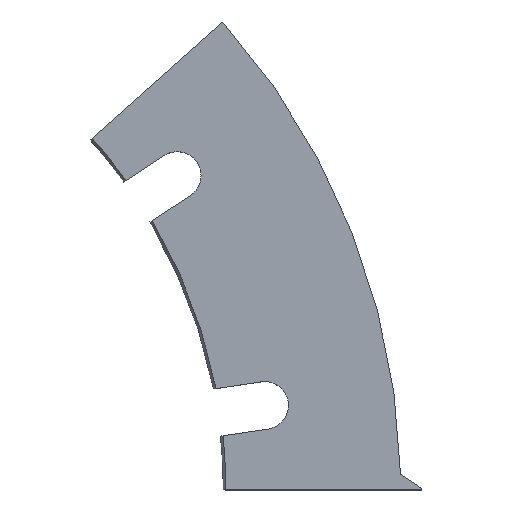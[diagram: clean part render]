
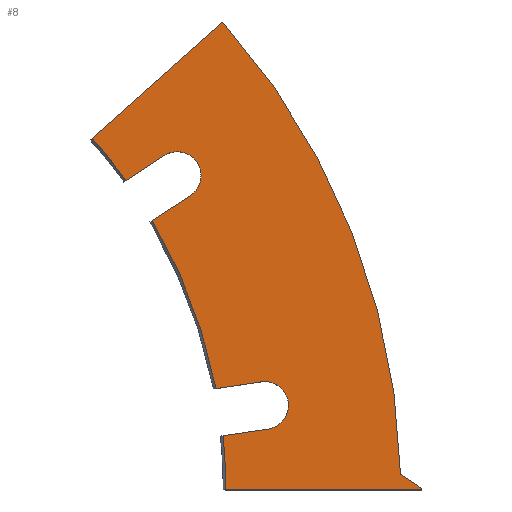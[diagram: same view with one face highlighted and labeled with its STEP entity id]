
A CAD part, top view. The second image highlights one B-rep face of the part: STEP entity #8.
In plain terms, the highlighted planar face has unit normal (0, 0, 1).
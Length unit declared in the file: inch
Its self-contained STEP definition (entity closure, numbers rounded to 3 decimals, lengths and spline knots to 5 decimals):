
#8 = ADVANCED_FACE ( 'NONE', ( #42 ), #324, .T. ) ;
#20 = LINE ( 'NONE', #728, #370 ) ;
#24 = VERTEX_POINT ( 'NONE', #399 ) ;
#33 = ORIENTED_EDGE ( 'NONE', *, *, #358, .F. ) ;
#36 = CARTESIAN_POINT ( 'NONE',  ( 6.21715, 0.63996, 0. ) ) ;
#38 = ORIENTED_EDGE ( 'NONE', *, *, #321, .T. ) ;
#42 = FACE_OUTER_BOUND ( 'NONE', #280, .T. ) ;
#45 = CIRCLE ( 'NONE', #419, 0.28128 ) ;
#51 = VERTEX_POINT ( 'NONE', #139 ) ;
#56 = VERTEX_POINT ( 'NONE', #766 ) ;
#58 = DIRECTION ( 'NONE',  ( 1., 0., 0. ) ) ;
#70 = LINE ( 'NONE', #422, #581 ) ;
#78 = EDGE_CURVE ( 'NONE', #51, #305, #563, .T. ) ;
#86 = CARTESIAN_POINT ( 'NONE',  ( 5.83079, 3.47415, 0. ) ) ;
#87 = CARTESIAN_POINT ( 'NONE',  ( 0., 0., 0. ) ) ;
#91 = DIRECTION ( 'NONE',  ( 0., 0., 1. ) ) ;
#95 = AXIS2_PLACEMENT_3D ( 'NONE', #830, #123, #899 ) ;
#102 = CARTESIAN_POINT ( 'NONE',  ( 5.51821, 3.94184, 0. ) ) ;
#107 = CIRCLE ( 'NONE', #861, 0.28128 ) ;
#119 = ORIENTED_EDGE ( 'NONE', *, *, #78, .T. ) ;
#121 = AXIS2_PLACEMENT_3D ( 'NONE', #875, #185, #384 ) ;
#123 = DIRECTION ( 'NONE',  ( 0., 0., -1. ) ) ;
#137 = CARTESIAN_POINT ( 'NONE',  ( 6.25, 0., 0. ) ) ;
#139 = CARTESIAN_POINT ( 'NONE',  ( 6.74913, 0.71906, 0. ) ) ;
#142 = DIRECTION ( 'NONE',  ( 1., 0., 0. ) ) ;
#143 = ORIENTED_EDGE ( 'NONE', *, *, #857, .F. ) ;
#145 = EDGE_CURVE ( 'NONE', #592, #828, #701, .T. ) ;
#166 = DIRECTION ( 'NONE',  ( 1., 0., 0. ) ) ;
#168 = CIRCLE ( 'NONE', #121, 0.28128 ) ;
#170 = VECTOR ( 'NONE', #278, 39.37008 ) ;
#173 = LINE ( 'NONE', #102, #800 ) ;
#174 = EDGE_CURVE ( 'NONE', #305, #395, #645, .T. ) ;
#175 = ORIENTED_EDGE ( 'NONE', *, *, #878, .T. ) ;
#185 = DIRECTION ( 'NONE',  ( 0., 0., 1. ) ) ;
#188 = DIRECTION ( 'NONE',  ( 0., -1., 0. ) ) ;
#189 = DIRECTION ( 'NONE',  ( 1., 0., 0. ) ) ;
#191 = VERTEX_POINT ( 'NONE', #224 ) ;
#192 = DIRECTION ( 'NONE',  ( 0., 0., -1. ) ) ;
#202 = CARTESIAN_POINT ( 'NONE',  ( 8.563, 0.018, 0. ) ) ;
#205 = AXIS2_PLACEMENT_3D ( 'NONE', #206, #262, #189 ) ;
#206 = CARTESIAN_POINT ( 'NONE',  ( 5.67693, 3.70962, 0. ) ) ;
#219 = CARTESIAN_POINT ( 'NONE',  ( 5.38056, 3.17995, 0. ) ) ;
#224 = CARTESIAN_POINT ( 'NONE',  ( 5.51821, 3.94184, 0. ) ) ;
#233 = DIRECTION ( 'NONE',  ( 0., 0., -1. ) ) ;
#241 = ORIENTED_EDGE ( 'NONE', *, *, #295, .F. ) ;
#261 = CARTESIAN_POINT ( 'NONE',  ( 0., 0., 0. ) ) ;
#262 = DIRECTION ( 'NONE',  ( 0., 0., 1. ) ) ;
#270 = EDGE_CURVE ( 'NONE', #56, #292, #107, .T. ) ;
#273 = ORIENTED_EDGE ( 'NONE', *, *, #481, .T. ) ;
#278 = DIRECTION ( 'NONE',  ( -0.989, -0.147, 0. ) ) ;
#280 = EDGE_LOOP ( 'NONE', ( #33, #175, #507, #334, #340, #273, #636, #241, #694, #627, #119, #576, #38, #143, #729, #876 ) ) ;
#282 = DIRECTION ( 'NONE',  ( -0.837, -0.547, 0. ) ) ;
#292 = VERTEX_POINT ( 'NONE', #660 ) ;
#295 = EDGE_CURVE ( 'NONE', #872, #390, #20, .T. ) ;
#304 = LINE ( 'NONE', #816, #772 ) ;
#305 = VERTEX_POINT ( 'NONE', #36 ) ;
#309 = AXIS2_PLACEMENT_3D ( 'NONE', #87, #233, #166 ) ;
#321 = EDGE_CURVE ( 'NONE', #395, #644, #467, .T. ) ;
#324 = PLANE ( 'NONE',  #445 ) ;
#332 = CARTESIAN_POINT ( 'NONE',  ( 6.13442, 1.19641, 0. ) ) ;
#334 = ORIENTED_EDGE ( 'NONE', *, *, #362, .F. ) ;
#335 = EDGE_CURVE ( 'NONE', #555, #390, #490, .T. ) ;
#340 = ORIENTED_EDGE ( 'NONE', *, *, #270, .F. ) ;
#358 = EDGE_CURVE ( 'NONE', #24, #828, #70, .T. ) ;
#362 = EDGE_CURVE ( 'NONE', #292, #191, #413, .T. ) ;
#370 = VECTOR ( 'NONE', #388, 39.37008 ) ;
#371 = DIRECTION ( 'NONE',  ( 1., 0., 0. ) ) ;
#383 = AXIS2_PLACEMENT_3D ( 'NONE', #493, #707, #142 ) ;
#384 = DIRECTION ( 'NONE',  ( 1., 0., 0. ) ) ;
#385 = VERTEX_POINT ( 'NONE', #471 ) ;
#388 = DIRECTION ( 'NONE',  ( -0.989, -0.147, 0. ) ) ;
#390 = VERTEX_POINT ( 'NONE', #332 ) ;
#395 = VERTEX_POINT ( 'NONE', #137 ) ;
#399 = CARTESIAN_POINT ( 'NONE',  ( 4.67234, 4.15112, 0. ) ) ;
#413 = CIRCLE ( 'NONE', #205, 0.28128 ) ;
#415 = VECTOR ( 'NONE', #188, 39.37008 ) ;
#419 = AXIS2_PLACEMENT_3D ( 'NONE', #863, #503, #639 ) ;
#422 = CARTESIAN_POINT ( 'NONE',  ( 4.64916, 4.13053, 0. ) ) ;
#429 = VERTEX_POINT ( 'NONE', #476 ) ;
#435 = LINE ( 'NONE', #86, #577 ) ;
#445 = AXIS2_PLACEMENT_3D ( 'NONE', #892, #536, #823 ) ;
#460 = CARTESIAN_POINT ( 'NONE',  ( 8.563, 0., 0. ) ) ;
#467 = LINE ( 'NONE', #552, #890 ) ;
#471 = CARTESIAN_POINT ( 'NONE',  ( 5.07286, 3.65083, 0. ) ) ;
#476 = CARTESIAN_POINT ( 'NONE',  ( 8.563, 0.018, 0. ) ) ;
#481 = EDGE_CURVE ( 'NONE', #56, #555, #435, .T. ) ;
#490 = CIRCLE ( 'NONE', #95, 6.25 ) ;
#493 = CARTESIAN_POINT ( 'NONE',  ( 0., 0., 0. ) ) ;
#498 = CARTESIAN_POINT ( 'NONE',  ( 8.31087, 0.18806, 0. ) ) ;
#503 = DIRECTION ( 'NONE',  ( 0., 0., 1. ) ) ;
#507 = ORIENTED_EDGE ( 'NONE', *, *, #749, .F. ) ;
#509 = CARTESIAN_POINT ( 'NONE',  ( 5.67693, 3.70962, 0. ) ) ;
#524 = EDGE_CURVE ( 'NONE', #51, #787, #45, .T. ) ;
#528 = CIRCLE ( 'NONE', #578, 6.25 ) ;
#536 = DIRECTION ( 'NONE',  ( 0., 0., 1. ) ) ;
#544 = CARTESIAN_POINT ( 'NONE',  ( 6.21458, 5.52132, 0. ) ) ;
#552 = CARTESIAN_POINT ( 'NONE',  ( 6.219, 0., 0. ) ) ;
#555 = VERTEX_POINT ( 'NONE', #219 ) ;
#563 = LINE ( 'NONE', #700, #170 ) ;
#576 = ORIENTED_EDGE ( 'NONE', *, *, #174, .T. ) ;
#577 = VECTOR ( 'NONE', #282, 39.37008 ) ;
#578 = AXIS2_PLACEMENT_3D ( 'NONE', #261, #192, #58 ) ;
#581 = VECTOR ( 'NONE', #689, 39.37008 ) ;
#592 = VERTEX_POINT ( 'NONE', #498 ) ;
#627 = ORIENTED_EDGE ( 'NONE', *, *, #524, .F. ) ;
#636 = ORIENTED_EDGE ( 'NONE', *, *, #335, .T. ) ;
#639 = DIRECTION ( 'NONE',  ( 1., 0., 0. ) ) ;
#644 = VERTEX_POINT ( 'NONE', #460 ) ;
#645 = CIRCLE ( 'NONE', #309, 6.25 ) ;
#660 = CARTESIAN_POINT ( 'NONE',  ( 5.95821, 3.70962, 0. ) ) ;
#689 = DIRECTION ( 'NONE',  ( 0.748, 0.664, 0. ) ) ;
#692 = LINE ( 'NONE', #202, #415 ) ;
#694 = ORIENTED_EDGE ( 'NONE', *, *, #916, .F. ) ;
#700 = CARTESIAN_POINT ( 'NONE',  ( 6.74913, 0.71906, 0. ) ) ;
#701 = CIRCLE ( 'NONE', #383, 8.313 ) ;
#707 = DIRECTION ( 'NONE',  ( 0., 0., 1. ) ) ;
#728 = CARTESIAN_POINT ( 'NONE',  ( 6.66641, 1.2755, 0. ) ) ;
#729 = ORIENTED_EDGE ( 'NONE', *, *, #900, .T. ) ;
#749 = EDGE_CURVE ( 'NONE', #191, #385, #173, .T. ) ;
#766 = CARTESIAN_POINT ( 'NONE',  ( 5.83079, 3.47415, 0. ) ) ;
#769 = DIRECTION ( 'NONE',  ( 1., 0., 0. ) ) ;
#772 = VECTOR ( 'NONE', #822, 39.37008 ) ;
#787 = VERTEX_POINT ( 'NONE', #835 ) ;
#800 = VECTOR ( 'NONE', #807, 39.37008 ) ;
#807 = DIRECTION ( 'NONE',  ( -0.837, -0.547, 0. ) ) ;
#816 = CARTESIAN_POINT ( 'NONE',  ( 8.563, 0.018, 0. ) ) ;
#822 = DIRECTION ( 'NONE',  ( -0.829, 0.559, 0. ) ) ;
#823 = DIRECTION ( 'NONE',  ( 1., 0., 0. ) ) ;
#828 = VERTEX_POINT ( 'NONE', #544 ) ;
#830 = CARTESIAN_POINT ( 'NONE',  ( 0., 0., 0. ) ) ;
#835 = CARTESIAN_POINT ( 'NONE',  ( 6.98905, 0.99728, 0. ) ) ;
#857 = EDGE_CURVE ( 'NONE', #429, #644, #692, .T. ) ;
#861 = AXIS2_PLACEMENT_3D ( 'NONE', #509, #91, #371 ) ;
#863 = CARTESIAN_POINT ( 'NONE',  ( 6.70777, 0.99728, 0. ) ) ;
#872 = VERTEX_POINT ( 'NONE', #898 ) ;
#875 = CARTESIAN_POINT ( 'NONE',  ( 6.70777, 0.99728, 0. ) ) ;
#876 = ORIENTED_EDGE ( 'NONE', *, *, #145, .T. ) ;
#878 = EDGE_CURVE ( 'NONE', #24, #385, #528, .T. ) ;
#890 = VECTOR ( 'NONE', #769, 39.37008 ) ;
#892 = CARTESIAN_POINT ( 'NONE',  ( 0., 0., 0. ) ) ;
#898 = CARTESIAN_POINT ( 'NONE',  ( 6.66641, 1.2755, 0. ) ) ;
#899 = DIRECTION ( 'NONE',  ( 1., 0., 0. ) ) ;
#900 = EDGE_CURVE ( 'NONE', #429, #592, #304, .T. ) ;
#916 = EDGE_CURVE ( 'NONE', #787, #872, #168, .T. ) ;
